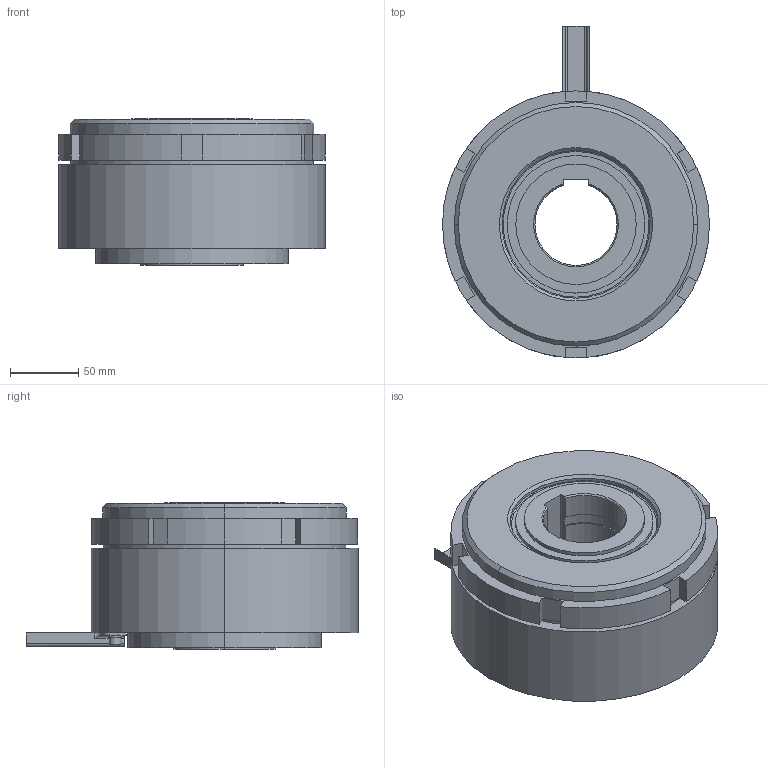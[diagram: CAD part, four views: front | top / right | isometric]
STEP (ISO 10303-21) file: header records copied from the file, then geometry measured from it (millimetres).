
FILE_DESCRIPTION (( 'STEP AP203' ), '1' );
FILE_NAME ('MDC 40_23690200_乾式多板電磁クラッチ組立.STEP', '2016-03-28T04:19:39', ( ' ' ), ( '' ), 'SwSTEP 2.0', 'SolidWorks 2009', '' );
FILE_SCHEMA (( 'CONFIG_CONTROL_DESIGN' ));
Length unit declared in the file: millimetre
Products named in the file (1): MDC 40_23690200_乾式多板電磁クラッチ組立
Bounding box: 195 x 242.5 x 107 mm (x, y, z)
Volume: 2520709.7 mm3; surface area: 223870.6 mm2
Topology: 2 solids, 3 shells, 181 faces, 432 edges, 284 vertices
Faces by surface type: cylinder 100, plane 69, cone 10, torus 2
Entity records: 5519 total; most frequent: CARTESIAN_POINT 1046, DIRECTION 990, ORIENTED_EDGE 864, EDGE_CURVE 432, AXIS2_PLACEMENT_3D 390, VERTEX_POINT 284, EDGE_LOOP 212, VECTOR 210
